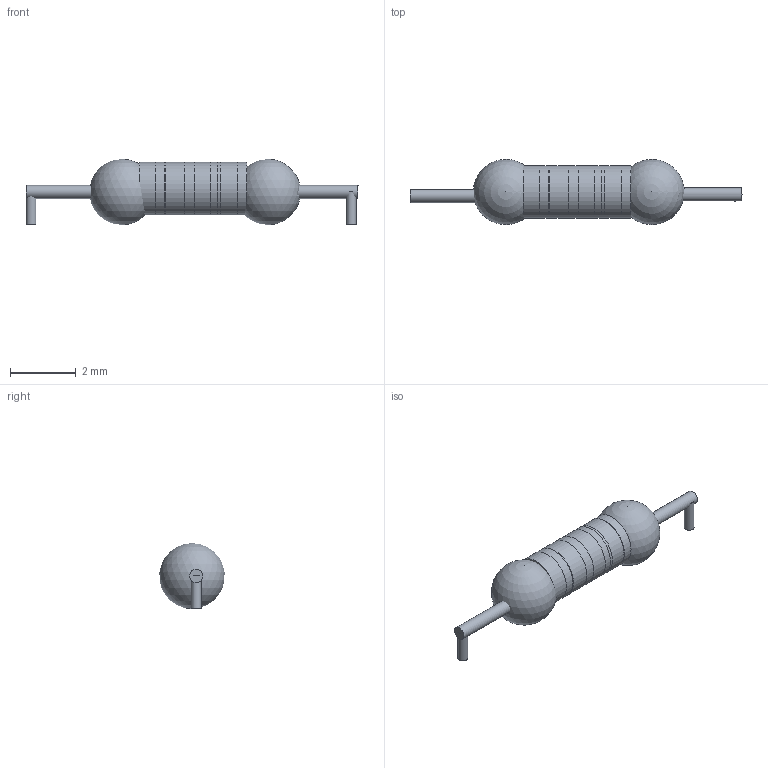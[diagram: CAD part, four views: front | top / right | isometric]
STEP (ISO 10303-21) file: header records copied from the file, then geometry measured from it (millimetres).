
FILE_DESCRIPTION(('Open CASCADE Model'),'2;1');
FILE_NAME('Open CASCADE Shape Model','2018-07-01T14:25:02',('Author'),( 'Open CASCADE'),'Open CASCADE STEP processor 6.8','Open CASCADE 6.8' ,'Unknown');
FILE_SCHEMA(('AUTOMOTIVE_DESIGN { 1 0 10303 214 1 1 1 1 }'));
Length unit declared in the file: millimetre
Products named in the file (24): PCB; 1K; 716818272; Cylinder; 716819168; 716818144; 716818528; 716822112; 716821984; 716819040; Sphere; 716819424; 716824544; 667105584; 667107624
Assembly tree (26 placements, depth 4):
  PCB
    1K
      716818272
        Cylinder
      716819168  x2
        Cylinder
      716818144
        Cylinder
      716818528  x2
        Cylinder
      716822112
        Cylinder
      716821984
        Cylinder
      716819040  x2
        Sphere
      716819424
        Cylinder
      716824544
        Cylinder
      667105584
        Cylinder
      667107624
        Cylinder
Bounding box: 10.12 x 1.99 x 2 mm (x, y, z)
Volume: 15.9 mm3; surface area: 83 mm2
Topology: 14 solids, 14 shells, 38 faces, 42 edges, 28 vertices
Faces by surface type: plane 24, cylinder 12, sphere 2
Full cylindrical faces by diameter (mm): 0.3 x2, 0.4 x2, 1.6 x8
Entity records: 2003 total; most frequent: CARTESIAN_POINT 769, DIRECTION 186, AXIS2_PLACEMENT_3D 78, ORIENTED_EDGE 60, PCURVE 60, DEFINITIONAL_REPRESENTATION 60, PRODUCT_DEFINITION_SHAPE 50, ADVANCED_FACE 31
